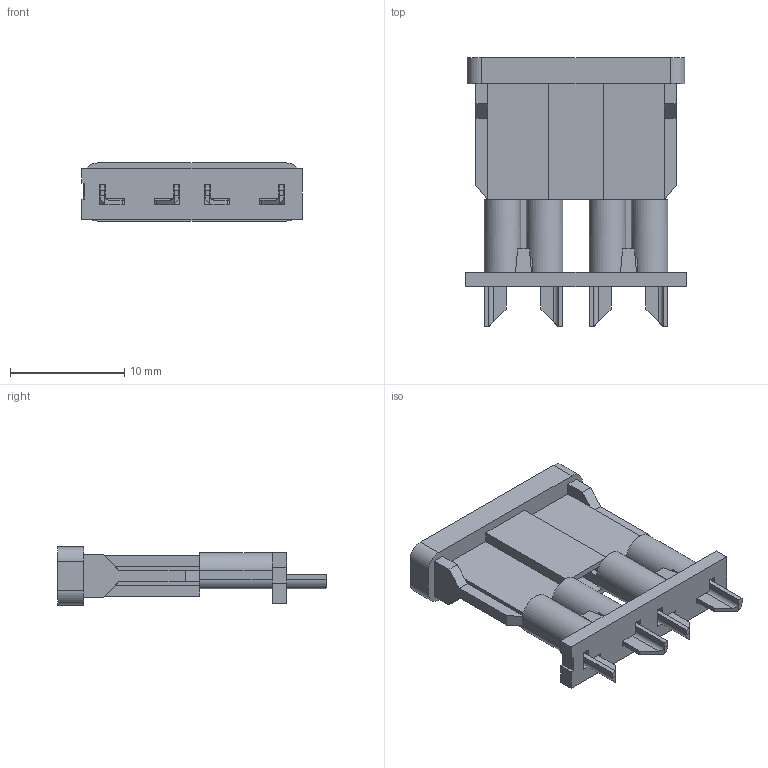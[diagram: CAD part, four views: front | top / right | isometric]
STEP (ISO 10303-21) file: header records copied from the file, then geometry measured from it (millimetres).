
FILE_DESCRIPTION (( 'STEP AP214' ), '1' );
FILE_NAME ('Keystone_3522-2_20A_fuse.STEP', '2021-10-19T14:18:30', ( '' ), ( '' ), 'SwSTEP 2.0', 'SolidWorks 2018', '' );
FILE_SCHEMA (( 'AUTOMOTIVE_DESIGN' ));
Length unit declared in the file: millimetre
Products named in the file (3): Keystone_3522-2_20A_fuse; ATO-ATC_20A_Fuse; Keystone_3522-2
Assembly tree (2 placements, depth 2):
  Keystone_3522-2_20A_fuse
    Keystone_3522-2
    ATO-ATC_20A_Fuse
Bounding box: 19.3 x 23.55 x 5.08 mm (x, y, z)
Volume: 758.9 mm3; surface area: 1945.1 mm2
Topology: 4 solids, 4 shells, 286 faces, 741 edges, 470 vertices
Faces by surface type: plane 211, cylinder 44, bspline 15, torus 12, cone 4
Entity records: 10416 total; most frequent: CARTESIAN_POINT 2717, ORIENTED_EDGE 1482, DIRECTION 1383, EDGE_CURVE 741, VECTOR 575, LINE 575, VERTEX_POINT 470, AXIS2_PLACEMENT_3D 404
